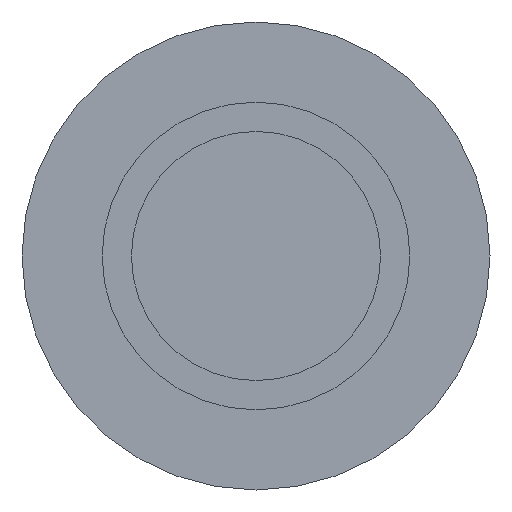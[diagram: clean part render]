
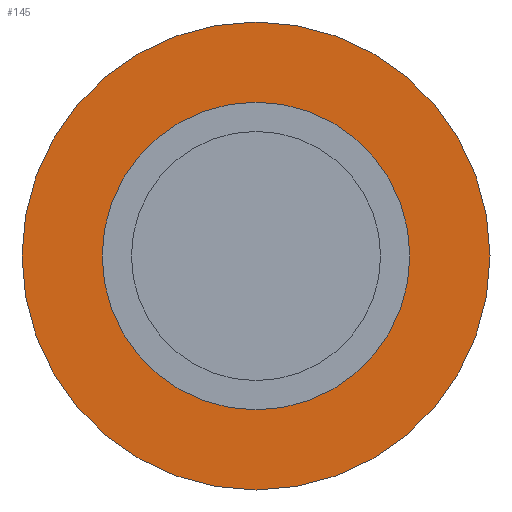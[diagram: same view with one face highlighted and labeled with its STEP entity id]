
A CAD part, front view. The second image highlights one B-rep face of the part: STEP entity #145.
In plain terms, the highlighted planar face has unit normal (0, -1, 0).
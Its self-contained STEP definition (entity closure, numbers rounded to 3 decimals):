
#10 = DIRECTION ( 'NONE',  ( 0., 0., 1. ) ) ;
#11 = CARTESIAN_POINT ( 'NONE',  ( 0., 0., 13.15 ) ) ;
#12 = CARTESIAN_POINT ( 'NONE',  ( 0., 0., -13.15 ) ) ;
#17 = CARTESIAN_POINT ( 'NONE',  ( 0., 0., 20. ) ) ;
#25 = DIRECTION ( 'NONE',  ( 0., 0., 1. ) ) ;
#34 = DIRECTION ( 'NONE',  ( 0., 1., 0. ) ) ;
#40 = CARTESIAN_POINT ( 'NONE',  ( 0., 0., 0. ) ) ;
#52 = CIRCLE ( 'NONE', #72, 13.15 ) ;
#67 = DIRECTION ( 'NONE',  ( 0., 1., 0. ) ) ;
#68 = AXIS2_PLACEMENT_3D ( 'NONE', #70, #67, #25 ) ;
#70 = CARTESIAN_POINT ( 'NONE',  ( 0., 0., 0. ) ) ;
#72 = AXIS2_PLACEMENT_3D ( 'NONE', #40, #34, #10 ) ;
#97 = ORIENTED_EDGE ( 'NONE', *, *, #130, .F. ) ;
#129 = EDGE_LOOP ( 'NONE', ( #142, #149 ) ) ;
#130 = EDGE_CURVE ( 'NONE', #210, #258, #346, .T. ) ;
#132 = ORIENTED_EDGE ( 'NONE', *, *, #257, .F. ) ;
#134 = EDGE_LOOP ( 'NONE', ( #132, #97 ) ) ;
#142 = ORIENTED_EDGE ( 'NONE', *, *, #148, .T. ) ;
#145 = ADVANCED_FACE ( 'NONE', ( #380, #428 ), #379, .T. ) ;
#148 = EDGE_CURVE ( 'NONE', #231, #249, #398, .T. ) ;
#149 = ORIENTED_EDGE ( 'NONE', *, *, #230, .T. ) ;
#210 = VERTEX_POINT ( 'NONE', #432 ) ;
#230 = EDGE_CURVE ( 'NONE', #249, #231, #52, .T. ) ;
#231 = VERTEX_POINT ( 'NONE', #11 ) ;
#249 = VERTEX_POINT ( 'NONE', #12 ) ;
#257 = EDGE_CURVE ( 'NONE', #258, #210, #492, .T. ) ;
#258 = VERTEX_POINT ( 'NONE', #17 ) ;
#344 = DIRECTION ( 'NONE',  ( 0., 1., 0. ) ) ;
#345 = AXIS2_PLACEMENT_3D ( 'NONE', #350, #344, #362 ) ;
#346 = CIRCLE ( 'NONE', #345, 20. ) ;
#350 = CARTESIAN_POINT ( 'NONE',  ( 0., 0., 0. ) ) ;
#362 = DIRECTION ( 'NONE',  ( 0., 0., 1. ) ) ;
#373 = DIRECTION ( 'NONE',  ( 0., 0., -1. ) ) ;
#378 = AXIS2_PLACEMENT_3D ( 'NONE', #381, #427, #373 ) ;
#379 = PLANE ( 'NONE',  #378 ) ;
#380 = FACE_BOUND ( 'NONE', #129, .T. ) ;
#381 = CARTESIAN_POINT ( 'NONE',  ( -13.15, 0., 0. ) ) ;
#398 = CIRCLE ( 'NONE', #425, 13.15 ) ;
#422 = DIRECTION ( 'NONE',  ( 0., 0., 1. ) ) ;
#423 = DIRECTION ( 'NONE',  ( 0., 1., 0. ) ) ;
#424 = CARTESIAN_POINT ( 'NONE',  ( 0., 0., 0. ) ) ;
#425 = AXIS2_PLACEMENT_3D ( 'NONE', #424, #423, #422 ) ;
#427 = DIRECTION ( 'NONE',  ( 0., -1., 0. ) ) ;
#428 = FACE_OUTER_BOUND ( 'NONE', #134, .T. ) ;
#432 = CARTESIAN_POINT ( 'NONE',  ( 0., 0., -20. ) ) ;
#492 = CIRCLE ( 'NONE', #68, 20. ) ;
